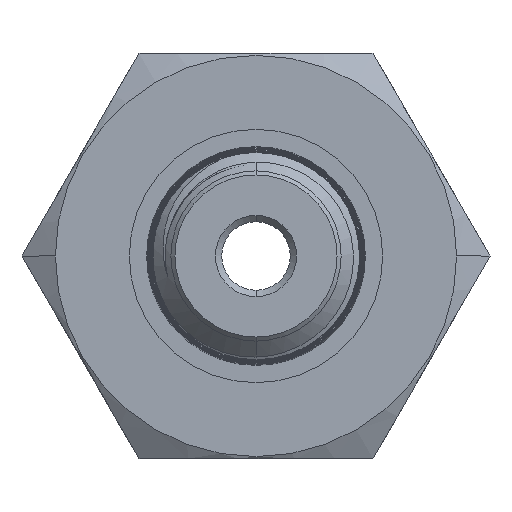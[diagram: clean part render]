
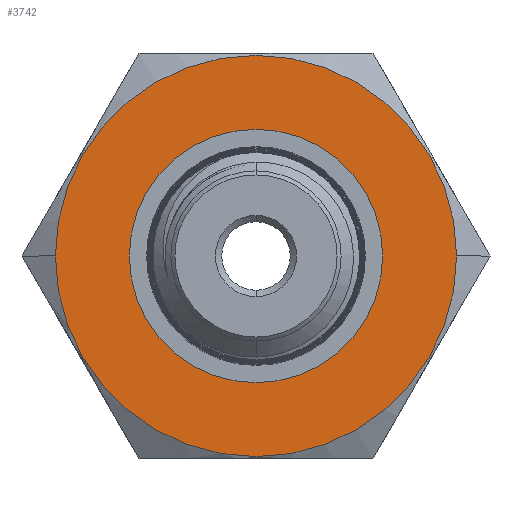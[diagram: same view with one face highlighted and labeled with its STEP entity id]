
A CAD part, left-side view. The second image highlights one B-rep face of the part: STEP entity #3742.
In plain terms, the highlighted planar face has unit normal (-1, 0, 0).
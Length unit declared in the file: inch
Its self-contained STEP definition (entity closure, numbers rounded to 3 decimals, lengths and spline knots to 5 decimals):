
#563 = CARTESIAN_POINT ( 'NONE',  ( -1.31, 0., 0. ) ) ;
#1312 = DIRECTION ( 'NONE',  ( 0., 0., 1. ) ) ;
#2091 = DIRECTION ( 'NONE',  ( 0., -1., 0. ) ) ;
#2270 = DIRECTION ( 'NONE',  ( -1., 0., 0. ) ) ;
#3303 = CIRCLE ( 'NONE', #6381, 0.281 ) ;
#3739 = PLANE ( 'NONE',  #14101 ) ;
#3742 = ADVANCED_FACE ( 'NONE', ( #19121, #17678 ), #3739, .F. ) ;
#4015 = CARTESIAN_POINT ( 'NONE',  ( -1.31, 0., 0.281 ) ) ;
#4456 = CIRCLE ( 'NONE', #15358, 0.495 ) ;
#4542 = CIRCLE ( 'NONE', #11613, 0.281 ) ;
#4957 = EDGE_CURVE ( 'NONE', #6762, #8859, #4456, .T. ) ;
#6381 = AXIS2_PLACEMENT_3D ( 'NONE', #9664, #2270, #11033 ) ;
#6562 = DIRECTION ( 'NONE',  ( -1., 0., 0. ) ) ;
#6762 = VERTEX_POINT ( 'NONE', #19414 ) ;
#8337 = DIRECTION ( 'NONE',  ( -1., 0., 0. ) ) ;
#8346 = ORIENTED_EDGE ( 'NONE', *, *, #4957, .T. ) ;
#8377 = CIRCLE ( 'NONE', #17766, 0.495 ) ;
#8859 = VERTEX_POINT ( 'NONE', #10632 ) ;
#9074 = ORIENTED_EDGE ( 'NONE', *, *, #12908, .F. ) ;
#9664 = CARTESIAN_POINT ( 'NONE',  ( -1.31, 0., 0. ) ) ;
#10079 = EDGE_CURVE ( 'NONE', #8859, #6762, #8377, .T. ) ;
#10632 = CARTESIAN_POINT ( 'NONE',  ( -1.31, 0.495, 0. ) ) ;
#11033 = DIRECTION ( 'NONE',  ( 0., 0., 1. ) ) ;
#11115 = DIRECTION ( 'NONE',  ( 0., 1., 0. ) ) ;
#11613 = AXIS2_PLACEMENT_3D ( 'NONE', #14497, #8337, #1312 ) ;
#12762 = DIRECTION ( 'NONE',  ( 1., 0., 0. ) ) ;
#12908 = EDGE_CURVE ( 'NONE', #18492, #15951, #4542, .T. ) ;
#13964 = EDGE_LOOP ( 'NONE', ( #15099, #9074 ) ) ;
#14101 = AXIS2_PLACEMENT_3D ( 'NONE', #18782, #12762, #11115 ) ;
#14497 = CARTESIAN_POINT ( 'NONE',  ( -1.31, 0., 0. ) ) ;
#14625 = CARTESIAN_POINT ( 'NONE',  ( -1.31, 0., 0. ) ) ;
#14688 = DIRECTION ( 'NONE',  ( 0., -1., 0. ) ) ;
#15099 = ORIENTED_EDGE ( 'NONE', *, *, #17965, .F. ) ;
#15228 = ORIENTED_EDGE ( 'NONE', *, *, #10079, .T. ) ;
#15358 = AXIS2_PLACEMENT_3D ( 'NONE', #14625, #19245, #14688 ) ;
#15700 = CARTESIAN_POINT ( 'NONE',  ( -1.31, 0., -0.281 ) ) ;
#15951 = VERTEX_POINT ( 'NONE', #4015 ) ;
#17678 = FACE_BOUND ( 'NONE', #13964, .T. ) ;
#17766 = AXIS2_PLACEMENT_3D ( 'NONE', #563, #6562, #2091 ) ;
#17965 = EDGE_CURVE ( 'NONE', #15951, #18492, #3303, .T. ) ;
#18046 = EDGE_LOOP ( 'NONE', ( #15228, #8346 ) ) ;
#18492 = VERTEX_POINT ( 'NONE', #15700 ) ;
#18782 = CARTESIAN_POINT ( 'NONE',  ( -1.31, 0.495, 0. ) ) ;
#19121 = FACE_OUTER_BOUND ( 'NONE', #18046, .T. ) ;
#19245 = DIRECTION ( 'NONE',  ( -1., 0., 0. ) ) ;
#19414 = CARTESIAN_POINT ( 'NONE',  ( -1.31, -0.495, 0. ) ) ;
